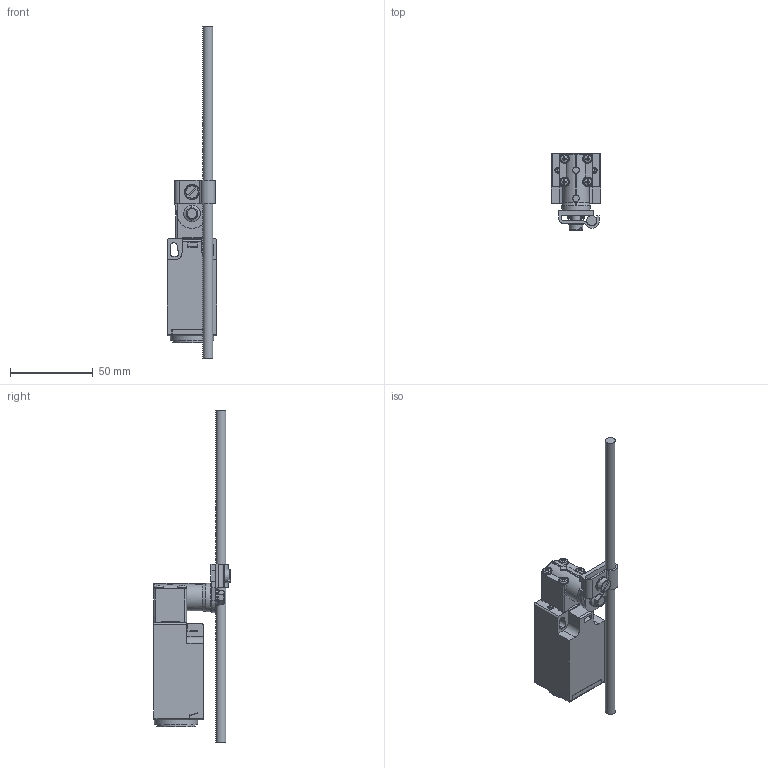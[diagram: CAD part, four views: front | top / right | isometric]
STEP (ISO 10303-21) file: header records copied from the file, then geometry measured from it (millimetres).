
FILE_DESCRIPTION (( 'STEP AP214' ), '1' );
FILE_NAME ('ZV10H-236-11Z.STEP', '2021-01-18T20:18:04', ( '' ), ( '' ), 'SwSTEP 2.0', 'SolidWorks 2019', '' );
FILE_SCHEMA (( 'AUTOMOTIVE_DESIGN' ));
Length unit declared in the file: inch
Products named in the file (1): ZV10H-236-11Z
Bounding box: 30 x 46.2 x 200 mm (x, y, z)
Volume: 67113.6 mm3; surface area: 20965.9 mm2
Topology: 2 solids, 2 shells, 383 faces, 975 edges, 626 vertices
Faces by surface type: plane 268, cylinder 81, cone 22, bspline 12
Full cylindrical faces by diameter (mm): 2.4 x6, 3.2 x4, 5 x1, 5.407 x4, 5.607 x4, 6 x2, 9 x1, 10 x3, 13 x1, 13.8 x1, 13.85 x1, 16.995 x1, 19 x1, 23 x1, 26 x1
Entity records: 14373 total; most frequent: CARTESIAN_POINT 6132, ORIENTED_EDGE 1820, DIRECTION 1353, EDGE_CURVE 910, VERTEX_POINT 610, EDGE_LOOP 476, AXIS2_PLACEMENT_3D 452, LINE 449
